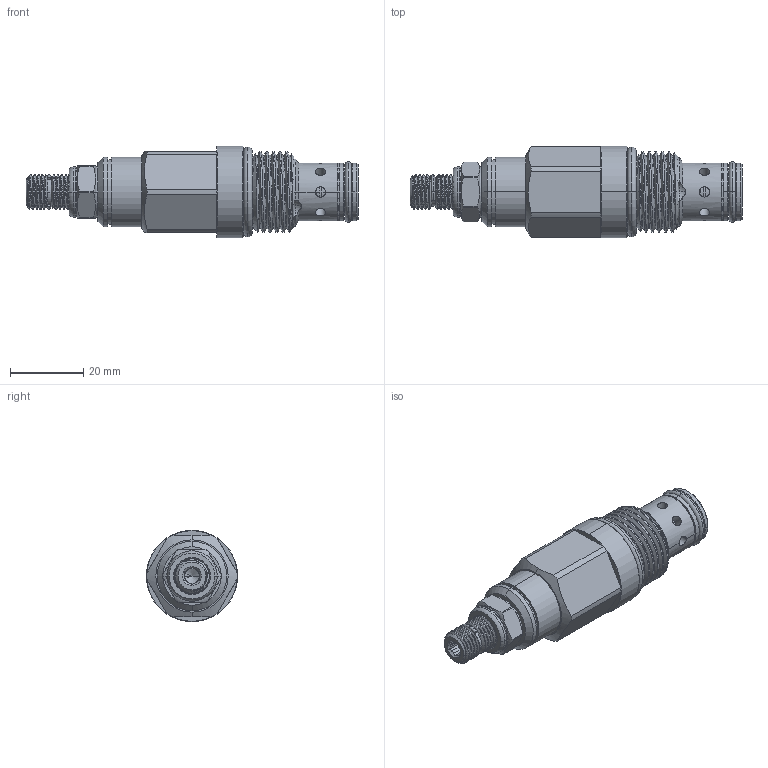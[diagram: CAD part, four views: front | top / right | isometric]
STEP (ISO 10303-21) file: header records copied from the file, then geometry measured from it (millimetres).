
FILE_DESCRIPTION (( 'STEP AP203' ), '1' );
FILE_NAME ('RP10W20-L.STEP', '2016-08-02T01:16:50', ( '' ), ( '' ), 'SwSTEP 2.0', 'SolidWorks 2012', '' );
FILE_SCHEMA (( 'CONFIG_CONTROL_DESIGN' ));
Length unit declared in the file: millimetre
Products named in the file (1): RP10W20-L
Bounding box: 90.86 x 25 x 25 mm (x, y, z)
Volume: 24483.1 mm3; surface area: 11699.2 mm2
Topology: 8 solids, 8 shells, 827 faces, 2312 edges, 1459 vertices
Faces by surface type: cylinder 613, plane 69, cone 66, torus 54, bspline 15, sphere 10
Entity records: 64895 total; most frequent: CARTESIAN_POINT 45033, ORIENTED_EDGE 4616, DIRECTION 3218, EDGE_CURVE 2308, VERTEX_POINT 1459, AXIS2_PLACEMENT_3D 1261, EDGE_LOOP 1227, B_SPLINE_CURVE_WITH_KNOTS 972
